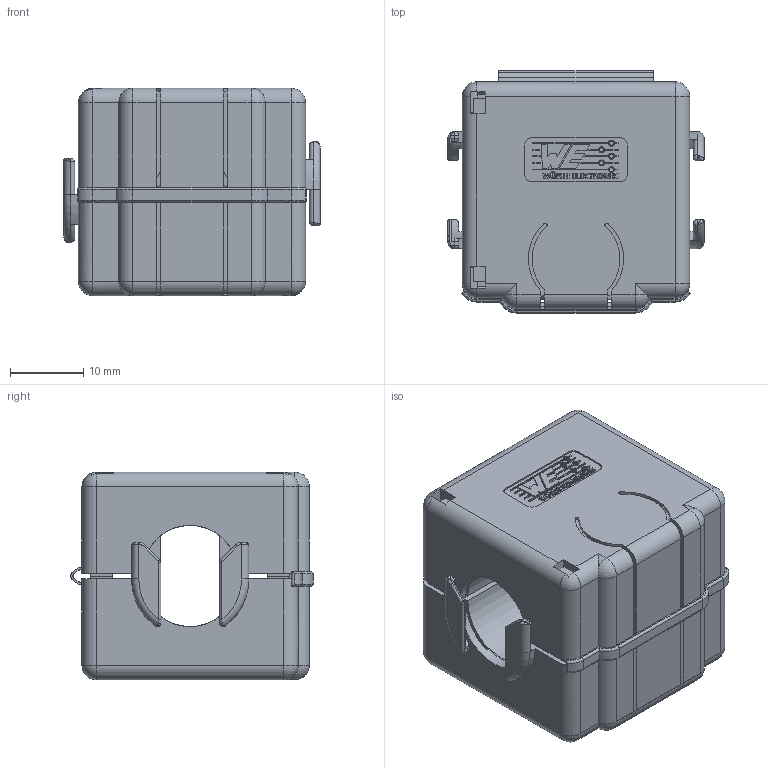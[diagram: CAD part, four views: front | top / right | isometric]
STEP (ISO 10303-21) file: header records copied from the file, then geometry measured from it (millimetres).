
FILE_DESCRIPTION( ( 'Unknown' ), '1' );
FILE_NAME( '74271622S.stp', 'Unknown', ( 'Unknown' ), ( 'Unknown' ), 'XStep 1.0', 'Unknown', ' ' );
FILE_SCHEMA( ( 'CONFIG_CONTROL_DESIGN' ) );
Length unit declared in the file: millimetre
Products named in the file (4): Assem1; 1; 2; 3
Bounding box: 35 x 33 x 28.3 mm (x, y, z)
Surface area: 28599.5 mm2
Topology: 7 solids, 7 shells, 1816 faces, 4916 edges, 3140 vertices
Faces by surface type: plane 1235, cylinder 279, extrusion 154, sphere 48, torus 48, bspline 40, cone 12
Full cylindrical faces by diameter (mm): 1.5 x8
Entity records: 30557 total; most frequent: CARTESIAN_POINT 8745, ORIENTED_EDGE 4800, DIRECTION 3915, EDGE_CURVE 2400, VECTOR 1567, VERTEX_POINT 1559, LINE 1490, AXIS2_PLACEMENT_3D 1174
